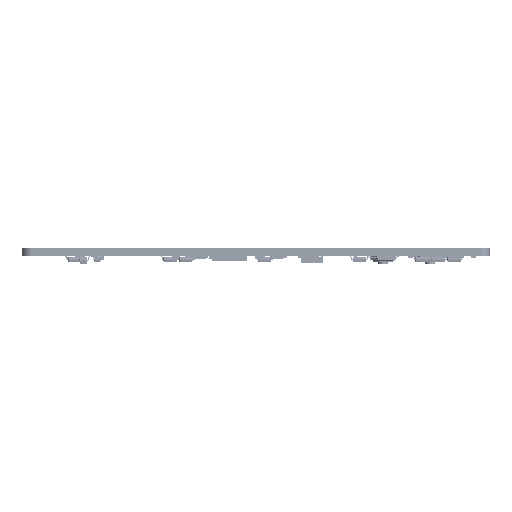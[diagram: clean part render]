
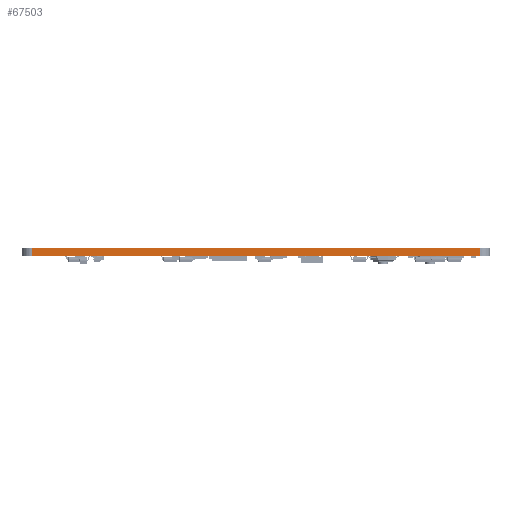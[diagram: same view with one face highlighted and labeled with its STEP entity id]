
A CAD part, left-side view. The second image highlights one B-rep face of the part: STEP entity #67503.
In plain terms, the highlighted planar face has unit normal (-1, 0, 0).
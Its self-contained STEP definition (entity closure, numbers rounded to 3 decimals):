
#40874 = VERTEX_POINT('',#40875);
#40875 = CARTESIAN_POINT('',(38.46,-40.454,0.));
#40882 = EDGE_CURVE('',#40883,#40874,#40885,.T.);
#40883 = VERTEX_POINT('',#40884);
#40884 = CARTESIAN_POINT('',(38.46,-130.654,0.));
#40885 = LINE('',#40886,#40887);
#40886 = CARTESIAN_POINT('',(38.46,-130.654,0.));
#40887 = VECTOR('',#40888,1.);
#40888 = DIRECTION('',(0.,1.,0.));
#54162 = VERTEX_POINT('',#54163);
#54163 = CARTESIAN_POINT('',(38.46,-40.454,1.6));
#54170 = EDGE_CURVE('',#54171,#54162,#54173,.T.);
#54171 = VERTEX_POINT('',#54172);
#54172 = CARTESIAN_POINT('',(38.46,-130.654,1.6));
#54173 = LINE('',#54174,#54175);
#54174 = CARTESIAN_POINT('',(38.46,-130.654,1.6));
#54175 = VECTOR('',#54176,1.);
#54176 = DIRECTION('',(0.,1.,0.));
#67473 = EDGE_CURVE('',#40874,#54162,#67474,.T.);
#67474 = LINE('',#67475,#67476);
#67475 = CARTESIAN_POINT('',(38.46,-40.454,0.));
#67476 = VECTOR('',#67477,1.);
#67477 = DIRECTION('',(0.,0.,1.));
#67503 = ADVANCED_FACE('',(#67504),#67515,.T.);
#67504 = FACE_BOUND('',#67505,.T.);
#67505 = EDGE_LOOP('',(#67506,#67512,#67513,#67514));
#67506 = ORIENTED_EDGE('',*,*,#67507,.T.);
#67507 = EDGE_CURVE('',#40883,#54171,#67508,.T.);
#67508 = LINE('',#67509,#67510);
#67509 = CARTESIAN_POINT('',(38.46,-130.654,0.));
#67510 = VECTOR('',#67511,1.);
#67511 = DIRECTION('',(0.,0.,1.));
#67512 = ORIENTED_EDGE('',*,*,#54170,.T.);
#67513 = ORIENTED_EDGE('',*,*,#67473,.F.);
#67514 = ORIENTED_EDGE('',*,*,#40882,.F.);
#67515 = PLANE('',#67516);
#67516 = AXIS2_PLACEMENT_3D('',#67517,#67518,#67519);
#67517 = CARTESIAN_POINT('',(38.46,-130.654,0.));
#67518 = DIRECTION('',(-1.,0.,0.));
#67519 = DIRECTION('',(0.,1.,0.));
